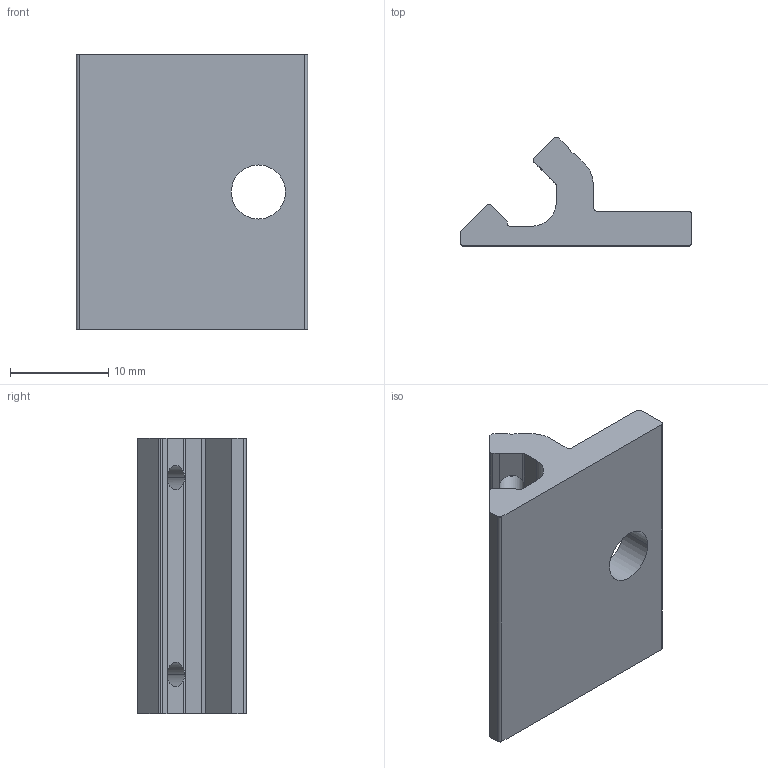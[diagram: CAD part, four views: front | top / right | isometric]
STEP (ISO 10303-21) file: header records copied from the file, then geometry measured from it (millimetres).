
FILE_DESCRIPTION (( 'STEP AP214' ), '1' );
FILE_NAME ('25 OB-CM.STEP', '2010-08-10T15:07:18', ( '' ), ( '' ), 'SwSTEP 2.0', 'SolidWorks 2010', '' );
FILE_SCHEMA (( 'AUTOMOTIVE_DESIGN' ));
Length unit declared in the file: millimetre
Products named in the file (1): 25   OB-CM
Bounding box: 23.5 x 11 x 28 mm (x, y, z)
Volume: 2735.8 mm3; surface area: 2180.1 mm2
Topology: 1 solids, 1 shells, 47 faces, 145 edges, 96 vertices
Faces by surface type: plane 27, cylinder 20
Entity records: 1729 total; most frequent: CARTESIAN_POINT 345, ORIENTED_EDGE 290, DIRECTION 265, EDGE_CURVE 145, VERTEX_POINT 96, LINE 89, VECTOR 89, AXIS2_PLACEMENT_3D 88
